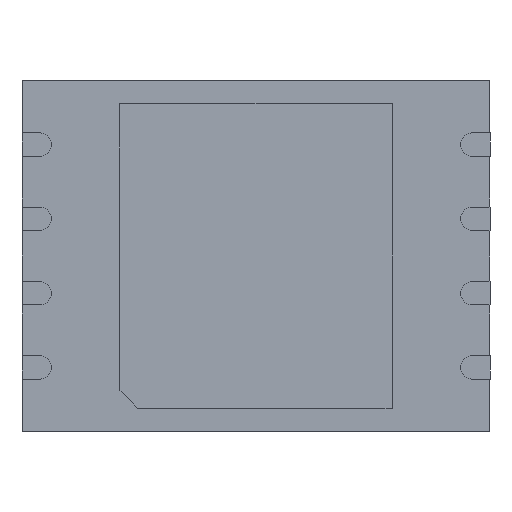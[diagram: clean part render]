
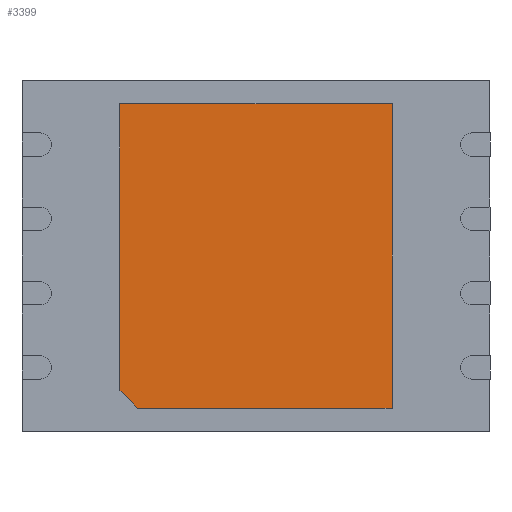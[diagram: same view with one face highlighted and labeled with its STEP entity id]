
A CAD part, front view. The second image highlights one B-rep face of the part: STEP entity #3399.
In plain terms, the highlighted planar face has unit normal (0, -1, 0).
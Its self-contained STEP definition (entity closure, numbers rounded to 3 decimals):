
#278 = VERTEX_POINT ( 'NONE', #2209 ) ;
#320 = EDGE_CURVE ( 'NONE', #1075, #1918, #1526, .T. ) ;
#353 = CARTESIAN_POINT ( 'NONE',  ( 2.325, -0.05, 2.6 ) ) ;
#437 = VECTOR ( 'NONE', #618, 1000. ) ;
#490 = ORIENTED_EDGE ( 'NONE', *, *, #2533, .T. ) ;
#541 = ORIENTED_EDGE ( 'NONE', *, *, #320, .T. ) ;
#618 = DIRECTION ( 'NONE',  ( 0., 0., 1. ) ) ;
#640 = EDGE_CURVE ( 'NONE', #278, #2367, #1935, .T. ) ;
#688 = VECTOR ( 'NONE', #3606, 1000. ) ;
#825 = VERTEX_POINT ( 'NONE', #1330 ) ;
#894 = CARTESIAN_POINT ( 'NONE',  ( 2.325, -0.05, -2.6 ) ) ;
#962 = DIRECTION ( 'NONE',  ( -0.707, 0., 0.707 ) ) ;
#1075 = VERTEX_POINT ( 'NONE', #353 ) ;
#1076 = LINE ( 'NONE', #1617, #2210 ) ;
#1157 = PLANE ( 'NONE',  #3329 ) ;
#1203 = VECTOR ( 'NONE', #962, 1000. ) ;
#1222 = CARTESIAN_POINT ( 'NONE',  ( 2.325, -0.05, 2.6 ) ) ;
#1313 = ORIENTED_EDGE ( 'NONE', *, *, #640, .F. ) ;
#1330 = CARTESIAN_POINT ( 'NONE',  ( 2.325, -0.05, -2.6 ) ) ;
#1526 = LINE ( 'NONE', #1222, #688 ) ;
#1617 = CARTESIAN_POINT ( 'NONE',  ( -2.325, -0.05, -2.3 ) ) ;
#1756 = EDGE_CURVE ( 'NONE', #825, #278, #1865, .T. ) ;
#1865 = LINE ( 'NONE', #2213, #3108 ) ;
#1918 = VERTEX_POINT ( 'NONE', #3098 ) ;
#1935 = LINE ( 'NONE', #2624, #1203 ) ;
#1985 = CARTESIAN_POINT ( 'NONE',  ( -2.325, -0.05, -2.3 ) ) ;
#2144 = EDGE_LOOP ( 'NONE', ( #3262, #490, #541, #3446, #1313 ) ) ;
#2175 = DIRECTION ( 'NONE',  ( 0., 0., 1. ) ) ;
#2202 = LINE ( 'NONE', #894, #437 ) ;
#2209 = CARTESIAN_POINT ( 'NONE',  ( -2.025, -0.05, -2.6 ) ) ;
#2210 = VECTOR ( 'NONE', #2175, 1000. ) ;
#2213 = CARTESIAN_POINT ( 'NONE',  ( 2.325, -0.05, -2.6 ) ) ;
#2276 = DIRECTION ( 'NONE',  ( 0., -1., 0. ) ) ;
#2367 = VERTEX_POINT ( 'NONE', #1985 ) ;
#2471 = DIRECTION ( 'NONE',  ( -1., 0., 0. ) ) ;
#2533 = EDGE_CURVE ( 'NONE', #825, #1075, #2202, .T. ) ;
#2624 = CARTESIAN_POINT ( 'NONE',  ( -2.025, -0.05, -2.6 ) ) ;
#2877 = FACE_OUTER_BOUND ( 'NONE', #2144, .T. ) ;
#2936 = EDGE_CURVE ( 'NONE', #2367, #1918, #1076, .T. ) ;
#3098 = CARTESIAN_POINT ( 'NONE',  ( -2.325, -0.05, 2.6 ) ) ;
#3108 = VECTOR ( 'NONE', #2471, 1000. ) ;
#3113 = CARTESIAN_POINT ( 'NONE',  ( 0., -0.05, 0. ) ) ;
#3262 = ORIENTED_EDGE ( 'NONE', *, *, #1756, .F. ) ;
#3329 = AXIS2_PLACEMENT_3D ( 'NONE', #3113, #2276, #3403 ) ;
#3399 = ADVANCED_FACE ( 'NONE', ( #2877 ), #1157, .T. ) ;
#3403 = DIRECTION ( 'NONE',  ( 0., 0., -1. ) ) ;
#3446 = ORIENTED_EDGE ( 'NONE', *, *, #2936, .F. ) ;
#3606 = DIRECTION ( 'NONE',  ( -1., 0., 0. ) ) ;
